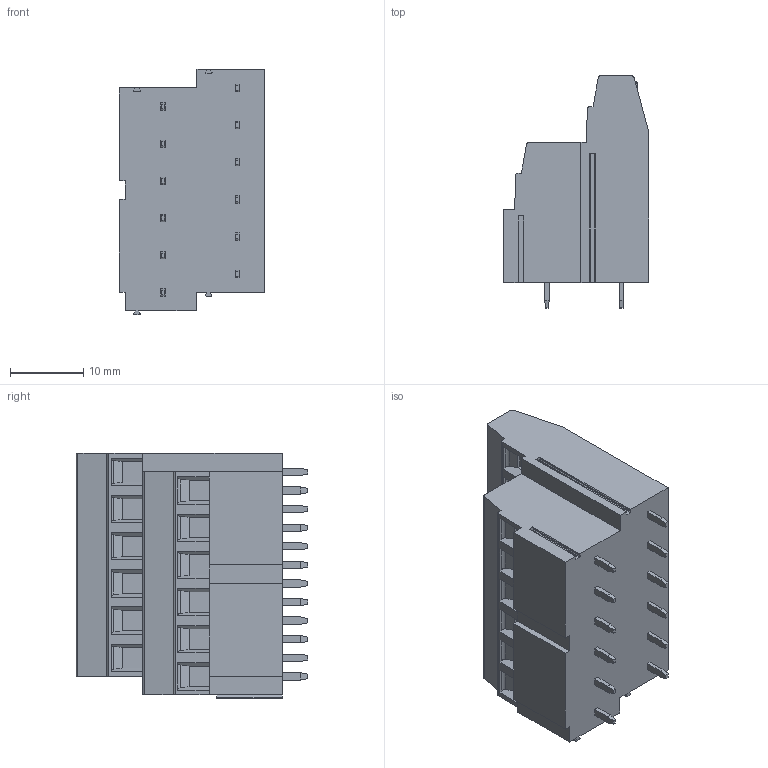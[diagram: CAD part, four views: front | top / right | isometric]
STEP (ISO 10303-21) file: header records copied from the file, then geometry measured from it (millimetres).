
FILE_DESCRIPTION((''),'2;1');
FILE_NAME('PRT0054','2025-01-16T',('yanfa'),(''),'PRO/ENGINEER BY PARAMETRIC TECHNOLOGY CORPORATION, 2009280','PRO/ENGINEER BY PARAMETRIC TECHNOLOGY CORPORATION, 2009280','');
FILE_SCHEMA(('AUTOMOTIVE_DESIGN_CC2 { 1 2 10303 214 -1 1 5 2 }'));
Length unit declared in the file: millimetre
Products named in the file (1): PRT0054
Bounding box: 19.85 x 31.7 x 33.52 mm (x, y, z)
Volume: 12459.5 mm3; surface area: 4534 mm2
Topology: 1 solids, 1 shells, 547 faces, 1411 edges, 900 vertices
Faces by surface type: plane 321, cylinder 140, cone 56, torus 24, sphere 6
Entity records: 16850 total; most frequent: CARTESIAN_POINT 3373, ORIENTED_EDGE 2822, DIRECTION 2769, EDGE_CURVE 1411, VECTOR 991, LINE 991, VERTEX_POINT 900, AXIS2_PLACEMENT_3D 889
